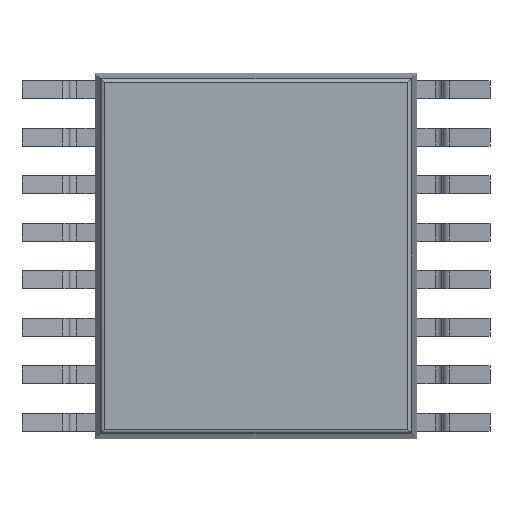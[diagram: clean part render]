
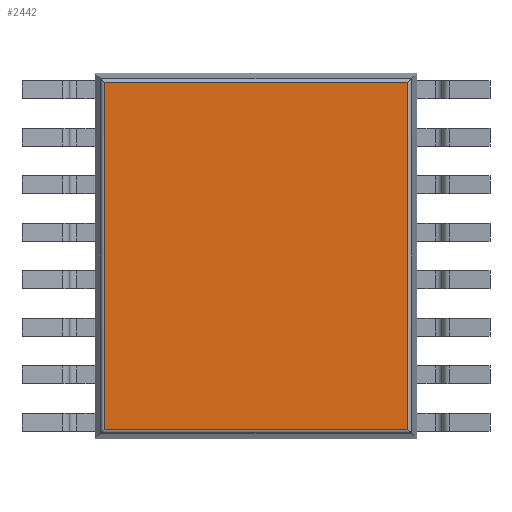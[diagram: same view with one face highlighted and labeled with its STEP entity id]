
A CAD part, front view. The second image highlights one B-rep face of the part: STEP entity #2442.
In plain terms, the highlighted planar face has unit normal (0, -1, 0).
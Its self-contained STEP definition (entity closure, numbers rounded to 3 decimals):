
#1 = VECTOR ( 'NONE', #5512, 1000. ) ;
#228 = ORIENTED_EDGE ( 'NONE', *, *, #3838, .T. ) ;
#282 = ORIENTED_EDGE ( 'NONE', *, *, #3316, .T. ) ;
#425 = AXIS2_PLACEMENT_3D ( 'NONE', #2339, #2993, #4768 ) ;
#476 = VECTOR ( 'NONE', #4470, 1000. ) ;
#555 = EDGE_CURVE ( 'NONE', #6104, #2077, #4367, .T. ) ;
#1156 = PLANE ( 'NONE',  #425 ) ;
#1269 = CARTESIAN_POINT ( 'NONE',  ( 2.116, 0.1, -2.374 ) ) ;
#1750 = ORIENTED_EDGE ( 'NONE', *, *, #555, .T. ) ;
#1809 = VECTOR ( 'NONE', #6779, 1000. ) ;
#1947 = CARTESIAN_POINT ( 'NONE',  ( -2.116, 0.1, 2.374 ) ) ;
#2074 = LINE ( 'NONE', #3298, #476 ) ;
#2077 = VERTEX_POINT ( 'NONE', #2214 ) ;
#2214 = CARTESIAN_POINT ( 'NONE',  ( 2.074, 0.1, -2.374 ) ) ;
#2339 = CARTESIAN_POINT ( 'NONE',  ( 0., 0.1, 0. ) ) ;
#2442 = ADVANCED_FACE ( 'NONE', ( #7709 ), #1156, .F. ) ;
#2731 = CARTESIAN_POINT ( 'NONE',  ( -2.074, 0.1, 2.374 ) ) ;
#2758 = CARTESIAN_POINT ( 'NONE',  ( -2.074, 0.1, -2.374 ) ) ;
#2940 = EDGE_LOOP ( 'NONE', ( #282, #228, #1750, #3014 ) ) ;
#2993 = DIRECTION ( 'NONE',  ( 0., 1., 0. ) ) ;
#3014 = ORIENTED_EDGE ( 'NONE', *, *, #5046, .T. ) ;
#3298 = CARTESIAN_POINT ( 'NONE',  ( 2.074, 0.1, 2.416 ) ) ;
#3316 = EDGE_CURVE ( 'NONE', #4543, #7045, #3881, .T. ) ;
#3769 = VECTOR ( 'NONE', #6839, 1000. ) ;
#3838 = EDGE_CURVE ( 'NONE', #7045, #6104, #6917, .T. ) ;
#3881 = LINE ( 'NONE', #1947, #1809 ) ;
#4367 = LINE ( 'NONE', #1269, #1 ) ;
#4470 = DIRECTION ( 'NONE',  ( 0., 0., 1. ) ) ;
#4543 = VERTEX_POINT ( 'NONE', #5904 ) ;
#4768 = DIRECTION ( 'NONE',  ( 1., 0., 0. ) ) ;
#5046 = EDGE_CURVE ( 'NONE', #2077, #4543, #2074, .T. ) ;
#5512 = DIRECTION ( 'NONE',  ( 1., 0., 0. ) ) ;
#5601 = CARTESIAN_POINT ( 'NONE',  ( -2.074, 0.1, -2.416 ) ) ;
#5904 = CARTESIAN_POINT ( 'NONE',  ( 2.074, 0.1, 2.374 ) ) ;
#6104 = VERTEX_POINT ( 'NONE', #2758 ) ;
#6779 = DIRECTION ( 'NONE',  ( -1., 0., 0. ) ) ;
#6839 = DIRECTION ( 'NONE',  ( 0., 0., -1. ) ) ;
#6917 = LINE ( 'NONE', #5601, #3769 ) ;
#7045 = VERTEX_POINT ( 'NONE', #2731 ) ;
#7709 = FACE_OUTER_BOUND ( 'NONE', #2940, .T. ) ;
